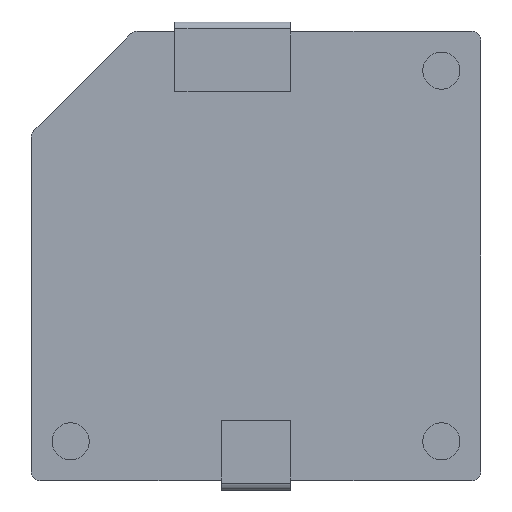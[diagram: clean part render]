
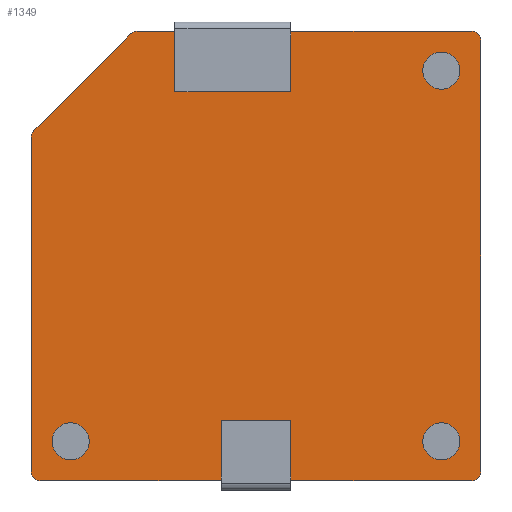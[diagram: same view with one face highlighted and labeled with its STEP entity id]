
A CAD part, front view. The second image highlights one B-rep face of the part: STEP entity #1349.
In plain terms, the highlighted planar face has unit normal (0, -1, 0).
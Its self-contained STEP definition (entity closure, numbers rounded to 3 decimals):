
#37=FACE_BOUND('',#195,.T.);
#38=FACE_BOUND('',#196,.T.);
#39=FACE_BOUND('',#197,.T.);
#120=FACE_OUTER_BOUND('',#194,.T.);
#194=EDGE_LOOP('',(#926,#927,#928,#929,#930,#931,#932,#933,#934,#935,#936,
#937,#938,#939,#940,#941,#942,#943));
#195=EDGE_LOOP('',(#944,#945));
#196=EDGE_LOOP('',(#946,#947));
#197=EDGE_LOOP('',(#948,#949));
#276=CIRCLE('',#1445,0.2);
#277=CIRCLE('',#1446,0.2);
#278=CIRCLE('',#1447,0.2);
#279=CIRCLE('',#1448,0.2);
#280=CIRCLE('',#1449,0.2);
#281=CIRCLE('',#1450,0.4);
#282=CIRCLE('',#1451,0.4);
#283=CIRCLE('',#1452,0.4);
#284=CIRCLE('',#1453,0.4);
#285=CIRCLE('',#1454,0.4);
#286=CIRCLE('',#1455,0.4);
#327=LINE('',#1965,#468);
#329=LINE('',#1969,#470);
#330=LINE('',#1971,#471);
#331=LINE('',#1975,#472);
#332=LINE('',#1979,#473);
#333=LINE('',#1983,#474);
#334=LINE('',#1985,#475);
#335=LINE('',#1987,#476);
#336=LINE('',#1989,#477);
#337=LINE('',#1991,#478);
#338=LINE('',#1995,#479);
#339=LINE('',#1999,#480);
#340=LINE('',#2000,#481);
#468=VECTOR('',#1574,10.);
#470=VECTOR('',#1578,1000.);
#471=VECTOR('',#1579,1000.);
#472=VECTOR('',#1582,1000.);
#473=VECTOR('',#1585,1000.);
#474=VECTOR('',#1588,1000.);
#475=VECTOR('',#1589,1000.);
#476=VECTOR('',#1590,1000.);
#477=VECTOR('',#1591,1000.);
#478=VECTOR('',#1592,1000.);
#479=VECTOR('',#1595,1000.);
#480=VECTOR('',#1598,1000.);
#481=VECTOR('',#1599,1000.);
#610=VERTEX_POINT('',#1962);
#611=VERTEX_POINT('',#1964);
#612=VERTEX_POINT('',#1968);
#613=VERTEX_POINT('',#1970);
#614=VERTEX_POINT('',#1972);
#615=VERTEX_POINT('',#1974);
#616=VERTEX_POINT('',#1976);
#617=VERTEX_POINT('',#1978);
#618=VERTEX_POINT('',#1980);
#619=VERTEX_POINT('',#1982);
#620=VERTEX_POINT('',#1984);
#621=VERTEX_POINT('',#1986);
#622=VERTEX_POINT('',#1988);
#623=VERTEX_POINT('',#1990);
#624=VERTEX_POINT('',#1992);
#625=VERTEX_POINT('',#1994);
#626=VERTEX_POINT('',#1996);
#627=VERTEX_POINT('',#1998);
#628=VERTEX_POINT('',#2001);
#629=VERTEX_POINT('',#2002);
#630=VERTEX_POINT('',#2005);
#631=VERTEX_POINT('',#2006);
#632=VERTEX_POINT('',#2009);
#633=VERTEX_POINT('',#2010);
#735=EDGE_CURVE('',#611,#610,#327,.T.);
#737=EDGE_CURVE('',#612,#611,#329,.T.);
#738=EDGE_CURVE('',#610,#613,#330,.T.);
#739=EDGE_CURVE('',#613,#614,#276,.T.);
#740=EDGE_CURVE('',#614,#615,#331,.T.);
#741=EDGE_CURVE('',#615,#616,#277,.T.);
#742=EDGE_CURVE('',#616,#617,#332,.T.);
#743=EDGE_CURVE('',#617,#618,#278,.T.);
#744=EDGE_CURVE('',#618,#619,#333,.T.);
#745=EDGE_CURVE('',#620,#619,#334,.T.);
#746=EDGE_CURVE('',#621,#620,#335,.T.);
#747=EDGE_CURVE('',#622,#621,#336,.T.);
#748=EDGE_CURVE('',#622,#623,#337,.T.);
#749=EDGE_CURVE('',#623,#624,#279,.T.);
#750=EDGE_CURVE('',#624,#625,#338,.T.);
#751=EDGE_CURVE('',#625,#626,#280,.T.);
#752=EDGE_CURVE('',#626,#627,#339,.T.);
#753=EDGE_CURVE('',#612,#627,#340,.T.);
#754=EDGE_CURVE('',#628,#629,#281,.T.);
#755=EDGE_CURVE('',#629,#628,#282,.T.);
#756=EDGE_CURVE('',#630,#631,#283,.T.);
#757=EDGE_CURVE('',#631,#630,#284,.T.);
#758=EDGE_CURVE('',#632,#633,#285,.T.);
#759=EDGE_CURVE('',#633,#632,#286,.T.);
#926=ORIENTED_EDGE('',*,*,#737,.T.);
#927=ORIENTED_EDGE('',*,*,#735,.T.);
#928=ORIENTED_EDGE('',*,*,#738,.T.);
#929=ORIENTED_EDGE('',*,*,#739,.T.);
#930=ORIENTED_EDGE('',*,*,#740,.T.);
#931=ORIENTED_EDGE('',*,*,#741,.T.);
#932=ORIENTED_EDGE('',*,*,#742,.T.);
#933=ORIENTED_EDGE('',*,*,#743,.T.);
#934=ORIENTED_EDGE('',*,*,#744,.T.);
#935=ORIENTED_EDGE('',*,*,#745,.F.);
#936=ORIENTED_EDGE('',*,*,#746,.F.);
#937=ORIENTED_EDGE('',*,*,#747,.F.);
#938=ORIENTED_EDGE('',*,*,#748,.T.);
#939=ORIENTED_EDGE('',*,*,#749,.T.);
#940=ORIENTED_EDGE('',*,*,#750,.T.);
#941=ORIENTED_EDGE('',*,*,#751,.T.);
#942=ORIENTED_EDGE('',*,*,#752,.T.);
#943=ORIENTED_EDGE('',*,*,#753,.F.);
#944=ORIENTED_EDGE('',*,*,#754,.F.);
#945=ORIENTED_EDGE('',*,*,#755,.F.);
#946=ORIENTED_EDGE('',*,*,#756,.F.);
#947=ORIENTED_EDGE('',*,*,#757,.F.);
#948=ORIENTED_EDGE('',*,*,#758,.F.);
#949=ORIENTED_EDGE('',*,*,#759,.F.);
#1298=PLANE('',#1444);
#1349=ADVANCED_FACE('',(#120,#37,#38,#39),#1298,.F.);
#1444=AXIS2_PLACEMENT_3D('',#1967,#1576,#1577);
#1445=AXIS2_PLACEMENT_3D('',#1973,#1580,#1581);
#1446=AXIS2_PLACEMENT_3D('',#1977,#1583,#1584);
#1447=AXIS2_PLACEMENT_3D('',#1981,#1586,#1587);
#1448=AXIS2_PLACEMENT_3D('',#1993,#1593,#1594);
#1449=AXIS2_PLACEMENT_3D('',#1997,#1596,#1597);
#1450=AXIS2_PLACEMENT_3D('',#2003,#1600,#1601);
#1451=AXIS2_PLACEMENT_3D('',#2004,#1602,#1603);
#1452=AXIS2_PLACEMENT_3D('',#2007,#1604,#1605);
#1453=AXIS2_PLACEMENT_3D('',#2008,#1606,#1607);
#1454=AXIS2_PLACEMENT_3D('',#2011,#1608,#1609);
#1455=AXIS2_PLACEMENT_3D('',#2012,#1610,#1611);
#1574=DIRECTION('',(0.,0.,1.));
#1576=DIRECTION('center_axis',(0.,1.,0.));
#1577=DIRECTION('ref_axis',(0.,0.,1.));
#1578=DIRECTION('',(-1.,0.,0.));
#1579=DIRECTION('',(-1.,0.,0.));
#1580=DIRECTION('center_axis',(0.,-1.,0.));
#1581=DIRECTION('ref_axis',(-1.,0.,0.));
#1582=DIRECTION('',(-0.707,0.,-0.707));
#1583=DIRECTION('center_axis',(0.,-1.,0.));
#1584=DIRECTION('ref_axis',(-1.,0.,0.));
#1585=DIRECTION('',(0.,0.,-1.));
#1586=DIRECTION('center_axis',(0.,-1.,0.));
#1587=DIRECTION('ref_axis',(-1.,0.,0.));
#1588=DIRECTION('',(1.,0.,0.));
#1589=DIRECTION('',(0.,0.,-1.));
#1590=DIRECTION('',(-1.,0.,0.));
#1591=DIRECTION('',(0.,0.,1.));
#1592=DIRECTION('',(1.,0.,0.));
#1593=DIRECTION('center_axis',(0.,-1.,0.));
#1594=DIRECTION('ref_axis',(-1.,0.,0.));
#1595=DIRECTION('',(0.,0.,1.));
#1596=DIRECTION('center_axis',(0.,-1.,0.));
#1597=DIRECTION('ref_axis',(-1.,0.,0.));
#1598=DIRECTION('',(-1.,0.,0.));
#1599=DIRECTION('',(0.,0.,1.));
#1600=DIRECTION('center_axis',(0.,-1.,0.));
#1601=DIRECTION('ref_axis',(0.,0.,1.));
#1602=DIRECTION('center_axis',(0.,-1.,0.));
#1603=DIRECTION('ref_axis',(0.,0.,1.));
#1604=DIRECTION('center_axis',(0.,-1.,0.));
#1605=DIRECTION('ref_axis',(0.,0.,1.));
#1606=DIRECTION('center_axis',(0.,-1.,0.));
#1607=DIRECTION('ref_axis',(0.,0.,1.));
#1608=DIRECTION('center_axis',(0.,-1.,0.));
#1609=DIRECTION('ref_axis',(0.,0.,1.));
#1610=DIRECTION('center_axis',(0.,-1.,0.));
#1611=DIRECTION('ref_axis',(0.,0.,1.));
#1962=CARTESIAN_POINT('',(-1.75,0.,4.85));
#1964=CARTESIAN_POINT('',(-1.75,0.,3.55));
#1965=CARTESIAN_POINT('',(-1.75,0.,2.15));
#1967=CARTESIAN_POINT('Origin',(0.,0.,0.));
#1968=CARTESIAN_POINT('',(0.75,0.,3.55));
#1969=CARTESIAN_POINT('',(0.75,0.,3.55));
#1970=CARTESIAN_POINT('',(-2.567,0.,4.85));
#1971=CARTESIAN_POINT('',(-2.65,0.,4.85));
#1972=CARTESIAN_POINT('',(-2.709,0.,4.791));
#1973=CARTESIAN_POINT('Origin',(-2.567,0.,
4.65));
#1974=CARTESIAN_POINT('',(-4.791,0.,2.709));
#1975=CARTESIAN_POINT('',(-4.85,0.,2.65));
#1976=CARTESIAN_POINT('',(-4.85,0.,2.567));
#1977=CARTESIAN_POINT('Origin',(-4.65,0.,
2.567));
#1978=CARTESIAN_POINT('',(-4.85,0.,-4.65));
#1979=CARTESIAN_POINT('',(-4.85,0.,-4.85));
#1980=CARTESIAN_POINT('',(-4.65,0.,-4.85));
#1981=CARTESIAN_POINT('Origin',(-4.65,0.,
-4.65));
#1982=CARTESIAN_POINT('',(-0.75,0.,-4.85));
#1983=CARTESIAN_POINT('',(4.85,0.,-4.85));
#1984=CARTESIAN_POINT('',(-0.75,0.,-3.55));
#1985=CARTESIAN_POINT('',(-0.75,0.,-5.05));
#1986=CARTESIAN_POINT('',(0.75,0.,-3.55));
#1987=CARTESIAN_POINT('',(0.75,0.,-3.55));
#1988=CARTESIAN_POINT('',(0.75,0.,-4.85));
#1989=CARTESIAN_POINT('',(0.75,0.,-3.35));
#1990=CARTESIAN_POINT('',(4.65,0.,-4.85));
#1991=CARTESIAN_POINT('',(4.85,0.,-4.85));
#1992=CARTESIAN_POINT('',(4.85,0.,-4.65));
#1993=CARTESIAN_POINT('Origin',(4.65,0.,
-4.65));
#1994=CARTESIAN_POINT('',(4.85,0.,4.65));
#1995=CARTESIAN_POINT('',(4.85,0.,4.85));
#1996=CARTESIAN_POINT('',(4.65,0.,4.85));
#1997=CARTESIAN_POINT('Origin',(4.65,0.,
4.65));
#1998=CARTESIAN_POINT('',(0.75,0.,4.85));
#1999=CARTESIAN_POINT('',(-2.65,0.,4.85));
#2000=CARTESIAN_POINT('',(0.75,0.,0.));
#2001=CARTESIAN_POINT('',(4.,0.,4.4));
#2002=CARTESIAN_POINT('',(4.,0.,3.6));
#2003=CARTESIAN_POINT('Origin',(4.,0.,
4.));
#2004=CARTESIAN_POINT('Origin',(4.,0.,
4.));
#2005=CARTESIAN_POINT('',(4.,0.,-3.6));
#2006=CARTESIAN_POINT('',(4.,0.,-4.4));
#2007=CARTESIAN_POINT('Origin',(4.,0.,
-4.));
#2008=CARTESIAN_POINT('Origin',(4.,0.,
-4.));
#2009=CARTESIAN_POINT('',(-4.,0.,-3.6));
#2010=CARTESIAN_POINT('',(-4.,0.,-4.4));
#2011=CARTESIAN_POINT('Origin',(-4.,0.,
-4.));
#2012=CARTESIAN_POINT('Origin',(-4.,0.,
-4.));
